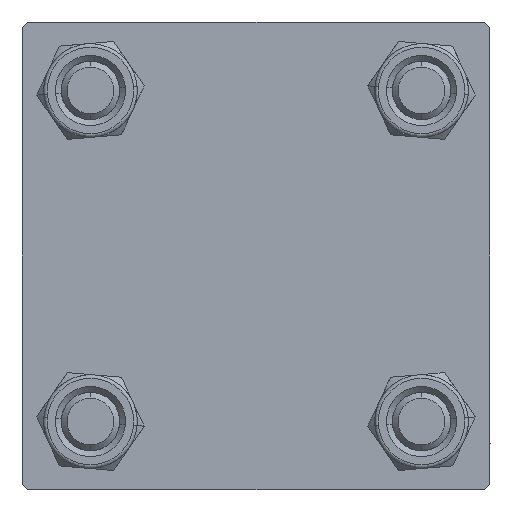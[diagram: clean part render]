
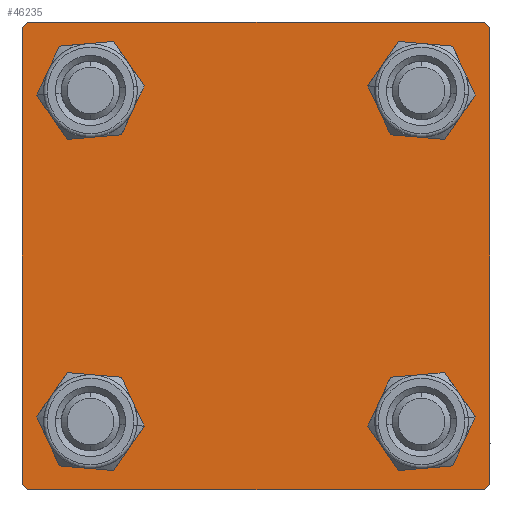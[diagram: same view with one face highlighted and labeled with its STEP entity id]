
A CAD part, left-side view. The second image highlights one B-rep face of the part: STEP entity #46235.
In plain terms, the highlighted planar face has unit normal (-1, 0, 0).
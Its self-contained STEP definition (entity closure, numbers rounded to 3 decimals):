
#70 = EDGE_LOOP ( 'NONE', ( #50880, #40704, #33199, #48578, #6489, #17935, #32479, #30512 ) ) ;
#646 = DIRECTION ( 'NONE',  ( 0., 0., 1. ) ) ;
#1005 = DIRECTION ( 'NONE',  ( 1., 0., 0. ) ) ;
#1523 = VERTEX_POINT ( 'NONE', #26666 ) ;
#1538 = VERTEX_POINT ( 'NONE', #36131 ) ;
#1570 = CARTESIAN_POINT ( 'NONE',  ( 0., 14.15, -14.15 ) ) ;
#2203 = VERTEX_POINT ( 'NONE', #51614 ) ;
#2321 = DIRECTION ( 'NONE',  ( 1., 0., 0. ) ) ;
#2479 = EDGE_CURVE ( 'NONE', #55211, #55770, #55286, .T. ) ;
#2605 = DIRECTION ( 'NONE',  ( 0., 0., 1. ) ) ;
#3380 = CARTESIAN_POINT ( 'NONE',  ( 0., 14.15, -11.15 ) ) ;
#3687 = EDGE_CURVE ( 'NONE', #1523, #21117, #24502, .T. ) ;
#4297 = CARTESIAN_POINT ( 'NONE',  ( 0., 14.15, 14.15 ) ) ;
#4954 = FACE_BOUND ( 'NONE', #43448, .T. ) ;
#5304 = DIRECTION ( 'NONE',  ( 0., 0., 1. ) ) ;
#5413 = CIRCLE ( 'NONE', #31047, 3. ) ;
#5783 = AXIS2_PLACEMENT_3D ( 'NONE', #31625, #10124, #646 ) ;
#6121 = CARTESIAN_POINT ( 'NONE',  ( 0., -14.15, -11.15 ) ) ;
#6411 = CARTESIAN_POINT ( 'NONE',  ( 0., 20., -19.5 ) ) ;
#6489 = ORIENTED_EDGE ( 'NONE', *, *, #56143, .F. ) ;
#7660 = VECTOR ( 'NONE', #26737, 1000. ) ;
#8014 = VECTOR ( 'NONE', #50141, 1000. ) ;
#9528 = LINE ( 'NONE', #31040, #7660 ) ;
#9669 = CARTESIAN_POINT ( 'NONE',  ( 0., 14.15, 14.15 ) ) ;
#10124 = DIRECTION ( 'NONE',  ( -1., 0., 0. ) ) ;
#10948 = CARTESIAN_POINT ( 'NONE',  ( 0., -14.15, -14.15 ) ) ;
#11383 = LINE ( 'NONE', #28875, #21399 ) ;
#11989 = LINE ( 'NONE', #25459, #26616 ) ;
#12023 = ORIENTED_EDGE ( 'NONE', *, *, #42746, .T. ) ;
#12488 = EDGE_CURVE ( 'NONE', #53379, #31184, #31666, .T. ) ;
#13014 = EDGE_CURVE ( 'NONE', #18251, #36700, #38432, .T. ) ;
#13698 = AXIS2_PLACEMENT_3D ( 'NONE', #9669, #44352, #52929 ) ;
#13850 = FACE_BOUND ( 'NONE', #54772, .T. ) ;
#13975 = EDGE_CURVE ( 'NONE', #36700, #18251, #21619, .T. ) ;
#14100 = DIRECTION ( 'NONE',  ( 0., 0.707, -0.707 ) ) ;
#14670 = CIRCLE ( 'NONE', #27482, 3. ) ;
#14765 = DIRECTION ( 'NONE',  ( 0., 0., 1. ) ) ;
#15457 = AXIS2_PLACEMENT_3D ( 'NONE', #16117, #20413, #34190 ) ;
#15679 = DIRECTION ( 'NONE',  ( 0., -1., 0. ) ) ;
#16117 = CARTESIAN_POINT ( 'NONE',  ( 0., -14.15, -14.15 ) ) ;
#16255 = ORIENTED_EDGE ( 'NONE', *, *, #13975, .T. ) ;
#16455 = CARTESIAN_POINT ( 'NONE',  ( 0., -14.15, 17.15 ) ) ;
#16621 = CARTESIAN_POINT ( 'NONE',  ( 0., 14.15, 11.15 ) ) ;
#17935 = ORIENTED_EDGE ( 'NONE', *, *, #2479, .T. ) ;
#18176 = CIRCLE ( 'NONE', #15457, 3. ) ;
#18234 = CARTESIAN_POINT ( 'NONE',  ( 0., 19.5, -20. ) ) ;
#18251 = VERTEX_POINT ( 'NONE', #40688 ) ;
#18383 = CARTESIAN_POINT ( 'NONE',  ( 0., 19.75, 19.75 ) ) ;
#18833 = EDGE_CURVE ( 'NONE', #24261, #1538, #40192, .T. ) ;
#18866 = ORIENTED_EDGE ( 'NONE', *, *, #31542, .T. ) ;
#18956 = CARTESIAN_POINT ( 'NONE',  ( 0., -19.5, -20. ) ) ;
#19043 = CARTESIAN_POINT ( 'NONE',  ( 0., -14.15, 14.15 ) ) ;
#20001 = LINE ( 'NONE', #50675, #30194 ) ;
#20413 = DIRECTION ( 'NONE',  ( 1., 0., 0. ) ) ;
#20601 = CARTESIAN_POINT ( 'NONE',  ( 0., 19.5, 20. ) ) ;
#21117 = VERTEX_POINT ( 'NONE', #3380 ) ;
#21215 = ORIENTED_EDGE ( 'NONE', *, *, #3687, .T. ) ;
#21399 = VECTOR ( 'NONE', #15679, 1000. ) ;
#21619 = CIRCLE ( 'NONE', #55496, 3. ) ;
#21684 = CARTESIAN_POINT ( 'NONE',  ( 0., -20., -19.5 ) ) ;
#22728 = EDGE_CURVE ( 'NONE', #25473, #52478, #18176, .T. ) ;
#22762 = CARTESIAN_POINT ( 'NONE',  ( 0., 20., -20. ) ) ;
#23012 = FACE_OUTER_BOUND ( 'NONE', #70, .T. ) ;
#23214 = AXIS2_PLACEMENT_3D ( 'NONE', #10948, #2321, #2605 ) ;
#23663 = CARTESIAN_POINT ( 'NONE',  ( 0., -14.15, -17.15 ) ) ;
#23681 = CARTESIAN_POINT ( 'NONE',  ( 0., -19.5, 20. ) ) ;
#24047 = DIRECTION ( 'NONE',  ( 0., 0., -1. ) ) ;
#24261 = VERTEX_POINT ( 'NONE', #20601 ) ;
#24488 = VECTOR ( 'NONE', #14100, 1000. ) ;
#24502 = CIRCLE ( 'NONE', #56541, 3. ) ;
#25459 = CARTESIAN_POINT ( 'NONE',  ( 0., 20., 20. ) ) ;
#25473 = VERTEX_POINT ( 'NONE', #23663 ) ;
#26616 = VECTOR ( 'NONE', #30049, 1000. ) ;
#26666 = CARTESIAN_POINT ( 'NONE',  ( 0., 14.15, -17.15 ) ) ;
#26737 = DIRECTION ( 'NONE',  ( 0., -0.707, -0.707 ) ) ;
#27039 = PLANE ( 'NONE',  #5783 ) ;
#27482 = AXIS2_PLACEMENT_3D ( 'NONE', #19043, #36565, #14765 ) ;
#28026 = DIRECTION ( 'NONE',  ( 1., 0., 0. ) ) ;
#28628 = EDGE_CURVE ( 'NONE', #21117, #1523, #5413, .T. ) ;
#28662 = CARTESIAN_POINT ( 'NONE',  ( 0., -19.75, 19.75 ) ) ;
#28875 = CARTESIAN_POINT ( 'NONE',  ( 0., 20., 20. ) ) ;
#29075 = CARTESIAN_POINT ( 'NONE',  ( 0., -14.15, 14.15 ) ) ;
#29226 = ORIENTED_EDGE ( 'NONE', *, *, #13014, .T. ) ;
#29432 = EDGE_CURVE ( 'NONE', #31184, #38990, #20001, .T. ) ;
#30049 = DIRECTION ( 'NONE',  ( 0., 0., -1. ) ) ;
#30194 = VECTOR ( 'NONE', #54975, 1000. ) ;
#30512 = ORIENTED_EDGE ( 'NONE', *, *, #18833, .T. ) ;
#31038 = DIRECTION ( 'NONE',  ( 1., 0., 0. ) ) ;
#31040 = CARTESIAN_POINT ( 'NONE',  ( 0., 19.75, -19.75 ) ) ;
#31047 = AXIS2_PLACEMENT_3D ( 'NONE', #1570, #1005, #5304 ) ;
#31184 = VERTEX_POINT ( 'NONE', #18956 ) ;
#31542 = EDGE_CURVE ( 'NONE', #48177, #2203, #42128, .T. ) ;
#31625 = CARTESIAN_POINT ( 'NONE',  ( 0., 0., 0. ) ) ;
#31666 = LINE ( 'NONE', #22762, #53926 ) ;
#32479 = ORIENTED_EDGE ( 'NONE', *, *, #47714, .F. ) ;
#32945 = CARTESIAN_POINT ( 'NONE',  ( 0., -20., 20. ) ) ;
#33199 = ORIENTED_EDGE ( 'NONE', *, *, #12488, .T. ) ;
#34190 = DIRECTION ( 'NONE',  ( 0., 0., 1. ) ) ;
#34769 = EDGE_CURVE ( 'NONE', #1538, #52588, #11989, .T. ) ;
#34788 = DIRECTION ( 'NONE',  ( 0., 0., 1. ) ) ;
#35810 = ORIENTED_EDGE ( 'NONE', *, *, #22728, .T. ) ;
#36131 = CARTESIAN_POINT ( 'NONE',  ( 0., 20., 19.5 ) ) ;
#36164 = EDGE_LOOP ( 'NONE', ( #18866, #53300 ) ) ;
#36277 = CARTESIAN_POINT ( 'NONE',  ( 0., -20., 19.5 ) ) ;
#36348 = DIRECTION ( 'NONE',  ( 0., 0., 1. ) ) ;
#36565 = DIRECTION ( 'NONE',  ( 1., 0., 0. ) ) ;
#36700 = VERTEX_POINT ( 'NONE', #16621 ) ;
#38432 = CIRCLE ( 'NONE', #13698, 3. ) ;
#38772 = CIRCLE ( 'NONE', #23214, 3. ) ;
#38990 = VERTEX_POINT ( 'NONE', #21684 ) ;
#39938 = FACE_BOUND ( 'NONE', #36164, .T. ) ;
#40192 = LINE ( 'NONE', #18383, #24488 ) ;
#40688 = CARTESIAN_POINT ( 'NONE',  ( 0., 14.15, 17.15 ) ) ;
#40704 = ORIENTED_EDGE ( 'NONE', *, *, #42596, .T. ) ;
#42128 = CIRCLE ( 'NONE', #43028, 3. ) ;
#42596 = EDGE_CURVE ( 'NONE', #52588, #53379, #9528, .T. ) ;
#42746 = EDGE_CURVE ( 'NONE', #52478, #25473, #38772, .T. ) ;
#43028 = AXIS2_PLACEMENT_3D ( 'NONE', #29075, #50830, #55410 ) ;
#43448 = EDGE_LOOP ( 'NONE', ( #12023, #35810 ) ) ;
#43960 = VECTOR ( 'NONE', #24047, 1000. ) ;
#44275 = DIRECTION ( 'NONE',  ( 0., -1., 0. ) ) ;
#44352 = DIRECTION ( 'NONE',  ( 1., 0., 0. ) ) ;
#45651 = ORIENTED_EDGE ( 'NONE', *, *, #28628, .T. ) ;
#46235 = ADVANCED_FACE ( 'NONE', ( #39938, #4954, #13850, #52807, #23012 ), #27039, .T. ) ;
#47714 = EDGE_CURVE ( 'NONE', #24261, #55770, #11383, .T. ) ;
#48177 = VERTEX_POINT ( 'NONE', #16455 ) ;
#48578 = ORIENTED_EDGE ( 'NONE', *, *, #29432, .T. ) ;
#50141 = DIRECTION ( 'NONE',  ( 0., 0.707, 0.707 ) ) ;
#50404 = LINE ( 'NONE', #32945, #43960 ) ;
#50675 = CARTESIAN_POINT ( 'NONE',  ( 0., -19.75, -19.75 ) ) ;
#50830 = DIRECTION ( 'NONE',  ( 1., 0., 0. ) ) ;
#50880 = ORIENTED_EDGE ( 'NONE', *, *, #34769, .T. ) ;
#51180 = EDGE_LOOP ( 'NONE', ( #29226, #16255 ) ) ;
#51614 = CARTESIAN_POINT ( 'NONE',  ( 0., -14.15, 11.15 ) ) ;
#52478 = VERTEX_POINT ( 'NONE', #6121 ) ;
#52588 = VERTEX_POINT ( 'NONE', #6411 ) ;
#52807 = FACE_BOUND ( 'NONE', #51180, .T. ) ;
#52929 = DIRECTION ( 'NONE',  ( 0., 0., 1. ) ) ;
#53300 = ORIENTED_EDGE ( 'NONE', *, *, #55275, .T. ) ;
#53379 = VERTEX_POINT ( 'NONE', #18234 ) ;
#53926 = VECTOR ( 'NONE', #44275, 1000. ) ;
#54772 = EDGE_LOOP ( 'NONE', ( #45651, #21215 ) ) ;
#54975 = DIRECTION ( 'NONE',  ( 0., -0.707, 0.707 ) ) ;
#55211 = VERTEX_POINT ( 'NONE', #36277 ) ;
#55275 = EDGE_CURVE ( 'NONE', #2203, #48177, #14670, .T. ) ;
#55286 = LINE ( 'NONE', #28662, #8014 ) ;
#55410 = DIRECTION ( 'NONE',  ( 0., 0., 1. ) ) ;
#55496 = AXIS2_PLACEMENT_3D ( 'NONE', #4297, #28026, #36348 ) ;
#55770 = VERTEX_POINT ( 'NONE', #23681 ) ;
#56143 = EDGE_CURVE ( 'NONE', #55211, #38990, #50404, .T. ) ;
#56541 = AXIS2_PLACEMENT_3D ( 'NONE', #56542, #31038, #34788 ) ;
#56542 = CARTESIAN_POINT ( 'NONE',  ( 0., 14.15, -14.15 ) ) ;
